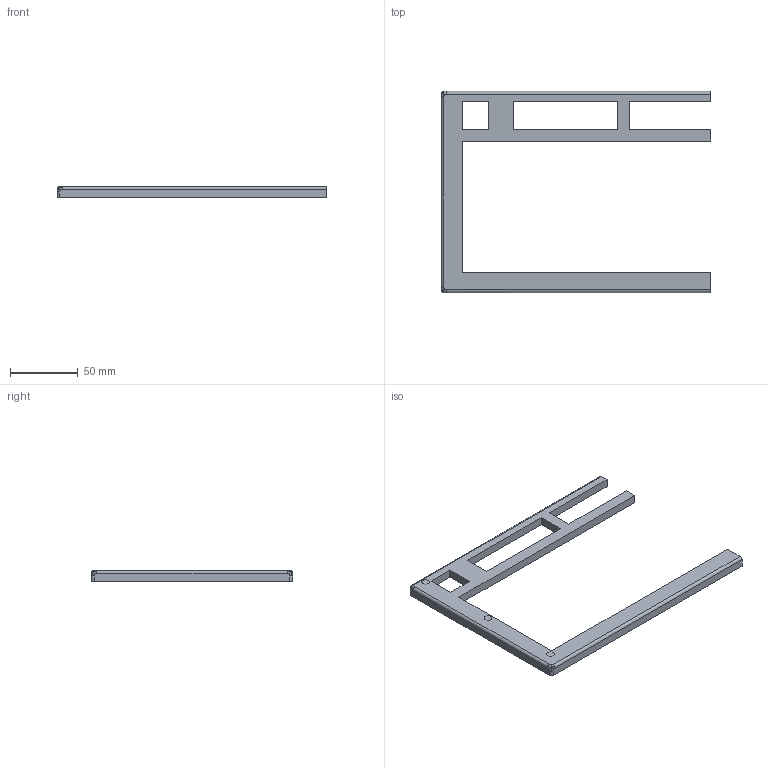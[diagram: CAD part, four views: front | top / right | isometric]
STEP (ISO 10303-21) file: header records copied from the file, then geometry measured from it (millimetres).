
FILE_DESCRIPTION(/* description */ (''),/* implementation_level */ '2;1');
FILE_NAME(/* name */ 'CaseTopLeft.step',/* time_stamp */ '2025-06-22T13:56:58-04:00',/* author */ (''),/* organization */ (''),/* preprocessor_version */ 'ST-DEVELOPER v20.1',/* originating_system */ 'Autodesk Translation Framework v14.10.0.0',/* authorisation */ '');
FILE_SCHEMA (('AUTOMOTIVE_DESIGN { 1 0 10303 214 3 1 1 }'));
Length unit declared in the file: millimetre
Products named in the file (1): 2025-06-19-11-47-27-705
Bounding box: 198.88 x 148.38 x 8 mm (x, y, z)
Volume: 58658.6 mm3; surface area: 28362.4 mm2
Topology: 1 solids, 1 shells, 55 faces, 135 edges, 88 vertices
Faces by surface type: plane 32, bspline 12, cylinder 11
Full cylindrical faces by diameter (mm): 5.7 x6
Entity records: 2089 total; most frequent: CARTESIAN_POINT 759, ORIENTED_EDGE 270, DIRECTION 251, EDGE_CURVE 135, VERTEX_POINT 88, AXIS2_PLACEMENT_3D 84, LINE 83, VECTOR 83
